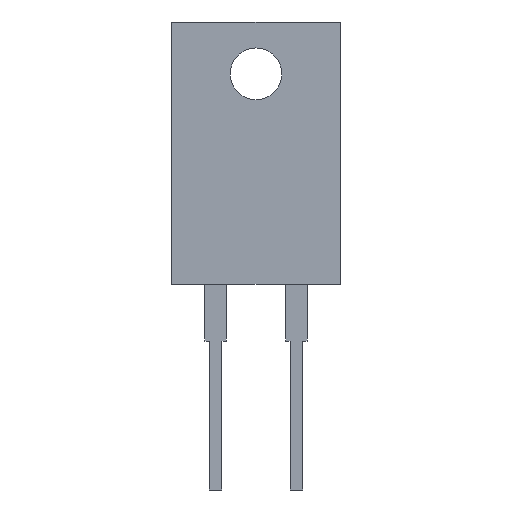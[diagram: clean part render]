
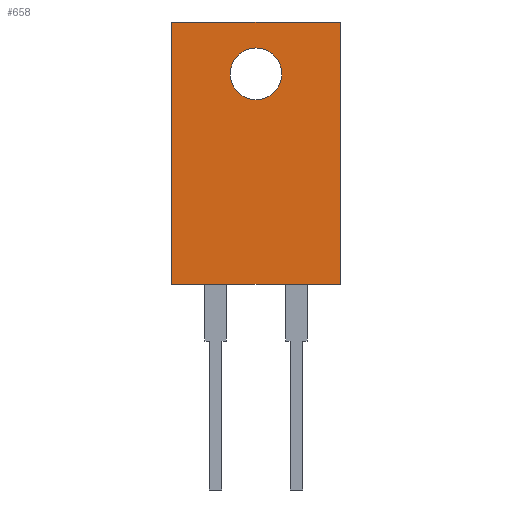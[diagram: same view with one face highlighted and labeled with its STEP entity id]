
A CAD part, left-side view. The second image highlights one B-rep face of the part: STEP entity #658.
In plain terms, the highlighted planar face has unit normal (-1, 0, 0).
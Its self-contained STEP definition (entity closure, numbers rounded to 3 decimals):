
#57=CARTESIAN_POINT('Axis2P3D Location',(0.,0.,0.)) ;
#61=CARTESIAN_POINT('Vertex',(0.,-1.6,0.)) ;
#63=CARTESIAN_POINT('Vertex',(0.,1.6,0.)) ;
#92=CARTESIAN_POINT('Axis2P3D Location',(0.,0.,0.)) ;
#615=CARTESIAN_POINT('Axis2P3D Location',(0.,0.,0.)) ;
#620=CARTESIAN_POINT('Line Origine',(0.,5.2,-4.9)) ;
#624=CARTESIAN_POINT('Vertex',(0.,5.2,-13.)) ;
#626=CARTESIAN_POINT('Vertex',(0.,5.2,3.2)) ;
#629=CARTESIAN_POINT('Line Origine',(0.,0.,-13.)) ;
#633=CARTESIAN_POINT('Vertex',(0.,-5.2,-13.)) ;
#636=CARTESIAN_POINT('Line Origine',(0.,-5.2,-4.9)) ;
#640=CARTESIAN_POINT('Vertex',(0.,-5.2,3.2)) ;
#643=CARTESIAN_POINT('Line Origine',(0.,0.,3.2)) ;
#58=DIRECTION('Axis2P3D Direction',(1.,0.,0.)) ;
#93=DIRECTION('Axis2P3D Direction',(1.,0.,0.)) ;
#616=DIRECTION('Axis2P3D Direction',(1.,0.,0.)) ;
#617=DIRECTION('Axis2P3D XDirection',(0.,1.,0.)) ;
#621=DIRECTION('Vector Direction',(0.,0.,-1.)) ;
#630=DIRECTION('Vector Direction',(0.,-1.,0.)) ;
#637=DIRECTION('Vector Direction',(0.,0.,1.)) ;
#644=DIRECTION('Vector Direction',(0.,1.,0.)) ;
#59=AXIS2_PLACEMENT_3D('Circle Axis2P3D',#57,#58,$) ;
#94=AXIS2_PLACEMENT_3D('Circle Axis2P3D',#92,#93,$) ;
#618=AXIS2_PLACEMENT_3D('Plane Axis2P3D',#615,#616,#617) ;
#649=ORIENTED_EDGE('',*,*,#628,.F.) ;
#650=ORIENTED_EDGE('',*,*,#635,.F.) ;
#651=ORIENTED_EDGE('',*,*,#642,.F.) ;
#652=ORIENTED_EDGE('',*,*,#647,.F.) ;
#655=ORIENTED_EDGE('',*,*,#65,.T.) ;
#656=ORIENTED_EDGE('',*,*,#96,.T.) ;
#657=FACE_BOUND('',#654,.T.) ;
#622=VECTOR('Line Direction',#621,1.) ;
#631=VECTOR('Line Direction',#630,1.) ;
#638=VECTOR('Line Direction',#637,1.) ;
#645=VECTOR('Line Direction',#644,1.) ;
#658=ADVANCED_FACE('PartBody',(#653,#657),#619,.F.) ;
#60=CIRCLE('generated circle',#59,1.6) ;
#95=CIRCLE('generated circle',#94,1.6) ;
#65=EDGE_CURVE('',#62,#64,#60,.T.) ;
#96=EDGE_CURVE('',#64,#62,#95,.T.) ;
#628=EDGE_CURVE('',#625,#627,#623,.F.) ;
#635=EDGE_CURVE('',#634,#625,#632,.F.) ;
#642=EDGE_CURVE('',#641,#634,#639,.F.) ;
#647=EDGE_CURVE('',#627,#641,#646,.F.) ;
#648=EDGE_LOOP('',(#649,#650,#651,#652)) ;
#654=EDGE_LOOP('',(#655,#656)) ;
#653=FACE_OUTER_BOUND('',#648,.T.) ;
#623=LINE('Line',#620,#622) ;
#632=LINE('Line',#629,#631) ;
#639=LINE('Line',#636,#638) ;
#646=LINE('Line',#643,#645) ;
#619=PLANE('Plane',#618) ;
#62=VERTEX_POINT('',#61) ;
#64=VERTEX_POINT('',#63) ;
#625=VERTEX_POINT('',#624) ;
#627=VERTEX_POINT('',#626) ;
#634=VERTEX_POINT('',#633) ;
#641=VERTEX_POINT('',#640) ;
